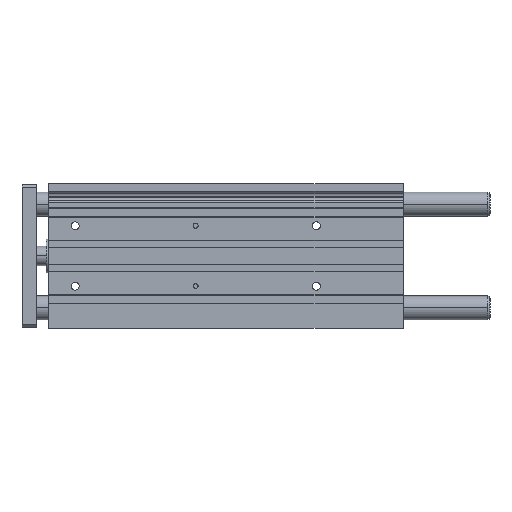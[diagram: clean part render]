
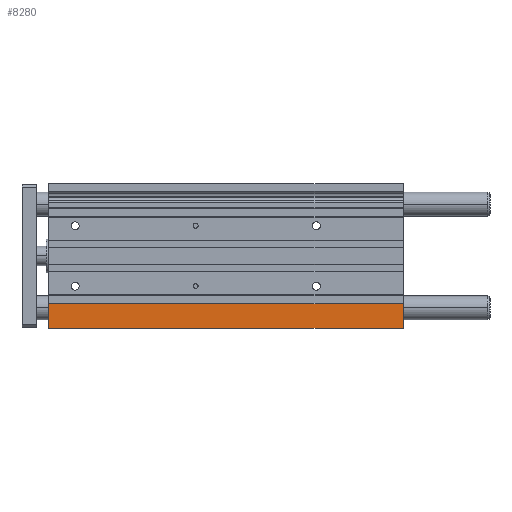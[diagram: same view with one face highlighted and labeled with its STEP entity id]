
A CAD part, top view. The second image highlights one B-rep face of the part: STEP entity #8280.
In plain terms, the highlighted planar face has unit normal (0, 0, 1).
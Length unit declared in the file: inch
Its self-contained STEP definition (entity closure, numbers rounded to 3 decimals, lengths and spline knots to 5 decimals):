
#346 = EDGE_LOOP ( 'NONE', ( #9286, #8748, #5323, #11921 ) ) ;
#830 = VECTOR ( 'NONE', #4025, 39.37008 ) ;
#937 = DIRECTION ( 'NONE',  ( 0., -1., 0. ) ) ;
#1025 = VECTOR ( 'NONE', #6349, 39.37008 ) ;
#1175 = CARTESIAN_POINT ( 'NONE',  ( 0., -1.56496, 1.06299 ) ) ;
#1263 = CARTESIAN_POINT ( 'NONE',  ( 11.5748, -1.56496, 1.06299 ) ) ;
#1342 = AXIS2_PLACEMENT_3D ( 'NONE', #6778, #8681, #2082 ) ;
#2082 = DIRECTION ( 'NONE',  ( 0., -1., 0. ) ) ;
#2470 = EDGE_CURVE ( 'NONE', #7595, #9316, #3611, .T. ) ;
#2563 = VECTOR ( 'NONE', #937, 39.37008 ) ;
#2612 = EDGE_CURVE ( 'NONE', #9818, #9316, #5736, .T. ) ;
#2637 = CARTESIAN_POINT ( 'NONE',  ( 11.5748, -2.3622, 1.06299 ) ) ;
#3292 = VECTOR ( 'NONE', #4973, 39.37008 ) ;
#3611 = LINE ( 'NONE', #2637, #1025 ) ;
#3778 = VERTEX_POINT ( 'NONE', #8444 ) ;
#4025 = DIRECTION ( 'NONE',  ( 0., -1., 0. ) ) ;
#4973 = DIRECTION ( 'NONE',  ( -1., 0., 0. ) ) ;
#5323 = ORIENTED_EDGE ( 'NONE', *, *, #10648, .F. ) ;
#5524 = CARTESIAN_POINT ( 'NONE',  ( 0., -1.56496, 1.06299 ) ) ;
#5551 = LINE ( 'NONE', #9278, #2563 ) ;
#5736 = LINE ( 'NONE', #1175, #830 ) ;
#6282 = CARTESIAN_POINT ( 'NONE',  ( 0., -2.3622, 1.06299 ) ) ;
#6349 = DIRECTION ( 'NONE',  ( -1., 0., 0. ) ) ;
#6778 = CARTESIAN_POINT ( 'NONE',  ( 11.5748, -1.56496, 1.06299 ) ) ;
#7595 = VERTEX_POINT ( 'NONE', #10869 ) ;
#7993 = EDGE_CURVE ( 'NONE', #3778, #9818, #9617, .T. ) ;
#8280 = ADVANCED_FACE ( 'NONE', ( #10490 ), #10428, .F. ) ;
#8444 = CARTESIAN_POINT ( 'NONE',  ( 11.5748, -1.56496, 1.06299 ) ) ;
#8681 = DIRECTION ( 'NONE',  ( 0., 0., -1. ) ) ;
#8748 = ORIENTED_EDGE ( 'NONE', *, *, #2470, .F. ) ;
#9278 = CARTESIAN_POINT ( 'NONE',  ( 11.5748, -1.56496, 1.06299 ) ) ;
#9286 = ORIENTED_EDGE ( 'NONE', *, *, #2612, .T. ) ;
#9316 = VERTEX_POINT ( 'NONE', #6282 ) ;
#9617 = LINE ( 'NONE', #1263, #3292 ) ;
#9818 = VERTEX_POINT ( 'NONE', #5524 ) ;
#10428 = PLANE ( 'NONE',  #1342 ) ;
#10490 = FACE_OUTER_BOUND ( 'NONE', #346, .T. ) ;
#10648 = EDGE_CURVE ( 'NONE', #3778, #7595, #5551, .T. ) ;
#10869 = CARTESIAN_POINT ( 'NONE',  ( 11.5748, -2.3622, 1.06299 ) ) ;
#11921 = ORIENTED_EDGE ( 'NONE', *, *, #7993, .T. ) ;
